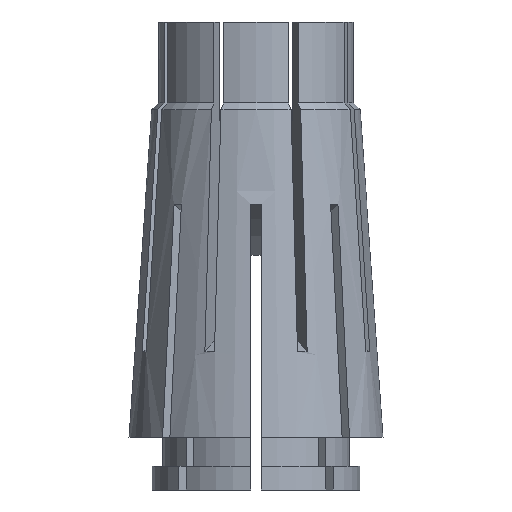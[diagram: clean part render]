
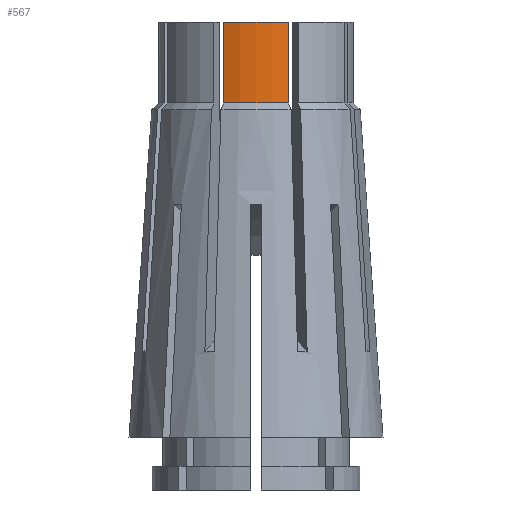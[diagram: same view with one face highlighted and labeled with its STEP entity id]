
A CAD part, front view. The second image highlights one B-rep face of the part: STEP entity #567.
In plain terms, the highlighted cylindrical face has radius 9.4 mm (diameter 18.8 mm), a partial arc.
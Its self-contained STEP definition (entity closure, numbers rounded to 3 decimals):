
#166 = DIRECTION ( 'NONE',  ( 0., 0., -1. ) ) ;
#529 = CARTESIAN_POINT ( 'NONE',  ( 3.13, -8.864, -7.8 ) ) ;
#547 = CARTESIAN_POINT ( 'NONE',  ( 3.13, -8.864, 0. ) ) ;
#567 = ADVANCED_FACE ( 'NONE', ( #1453 ), #1457, .T. ) ;
#621 = ORIENTED_EDGE ( 'NONE', *, *, #2928, .F. ) ;
#645 = EDGE_CURVE ( 'NONE', #1402, #4113, #1217, .T. ) ;
#788 = CARTESIAN_POINT ( 'NONE',  ( 3.13, -8.864, 0. ) ) ;
#868 = VERTEX_POINT ( 'NONE', #788 ) ;
#1217 = CIRCLE ( 'NONE', #3057, 9.4 ) ;
#1311 = AXIS2_PLACEMENT_3D ( 'NONE', #4600, #4532, #4553 ) ;
#1402 = VERTEX_POINT ( 'NONE', #3524 ) ;
#1412 = VECTOR ( 'NONE', #166, 1000. ) ;
#1453 = FACE_OUTER_BOUND ( 'NONE', #2492, .T. ) ;
#1457 = CYLINDRICAL_SURFACE ( 'NONE', #1311, 9.4 ) ;
#1523 = LINE ( 'NONE', #547, #1412 ) ;
#2363 = EDGE_CURVE ( 'NONE', #2445, #1402, #2645, .T. ) ;
#2445 = VERTEX_POINT ( 'NONE', #3780 ) ;
#2492 = EDGE_LOOP ( 'NONE', ( #621, #4678, #3616, #4317 ) ) ;
#2570 = CARTESIAN_POINT ( 'NONE',  ( 0., 0., 0. ) ) ;
#2599 = VECTOR ( 'NONE', #3957, 1000. ) ;
#2645 = LINE ( 'NONE', #4002, #2599 ) ;
#2928 = EDGE_CURVE ( 'NONE', #868, #4113, #1523, .T. ) ;
#3057 = AXIS2_PLACEMENT_3D ( 'NONE', #4213, #4097, #4075 ) ;
#3524 = CARTESIAN_POINT ( 'NONE',  ( -3.13, -8.864, -7.8 ) ) ;
#3616 = ORIENTED_EDGE ( 'NONE', *, *, #2363, .T. ) ;
#3754 = AXIS2_PLACEMENT_3D ( 'NONE', #2570, #4318, #4339 ) ;
#3780 = CARTESIAN_POINT ( 'NONE',  ( -3.13, -8.864, 0. ) ) ;
#3957 = DIRECTION ( 'NONE',  ( 0., 0., -1. ) ) ;
#4002 = CARTESIAN_POINT ( 'NONE',  ( -3.13, -8.864, 0. ) ) ;
#4075 = DIRECTION ( 'NONE',  ( 1., 0., 0. ) ) ;
#4097 = DIRECTION ( 'NONE',  ( 0., 0., 1. ) ) ;
#4113 = VERTEX_POINT ( 'NONE', #529 ) ;
#4213 = CARTESIAN_POINT ( 'NONE',  ( 0., 0., -7.8 ) ) ;
#4317 = ORIENTED_EDGE ( 'NONE', *, *, #645, .T. ) ;
#4318 = DIRECTION ( 'NONE',  ( 0., 0., 1. ) ) ;
#4339 = DIRECTION ( 'NONE',  ( 1., 0., 0. ) ) ;
#4356 = EDGE_CURVE ( 'NONE', #2445, #868, #4815, .T. ) ;
#4532 = DIRECTION ( 'NONE',  ( 0., 0., 1. ) ) ;
#4553 = DIRECTION ( 'NONE',  ( 1., 0., 0. ) ) ;
#4600 = CARTESIAN_POINT ( 'NONE',  ( 0., 0., 0. ) ) ;
#4678 = ORIENTED_EDGE ( 'NONE', *, *, #4356, .F. ) ;
#4815 = CIRCLE ( 'NONE', #3754, 9.4 ) ;
